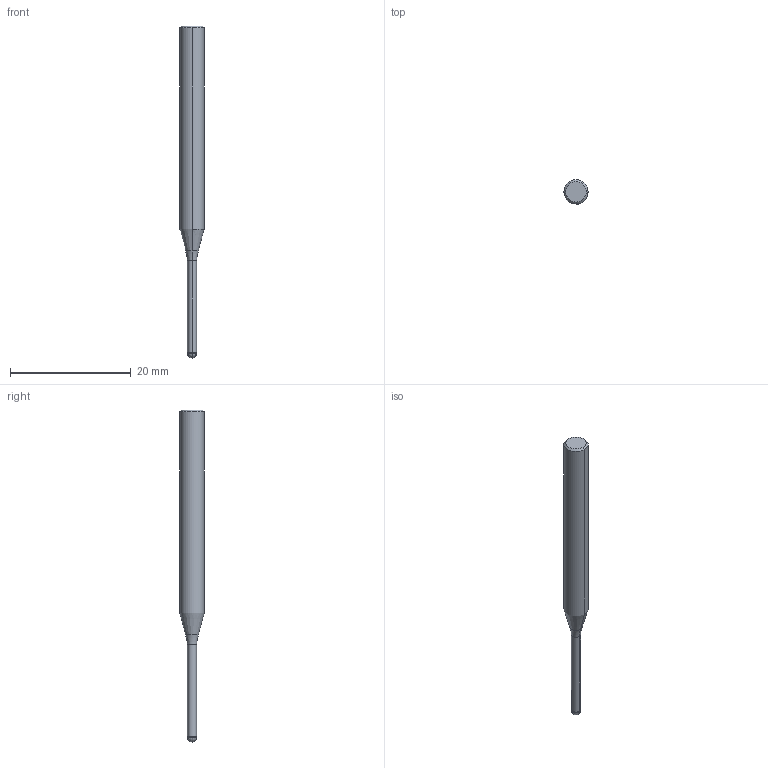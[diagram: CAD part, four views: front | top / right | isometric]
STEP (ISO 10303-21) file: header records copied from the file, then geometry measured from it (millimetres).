
FILE_DESCRIPTION(('no description'),'unknown implementation level');
FILE_NAME('3170214.stp',' ',('CIM GmbH Aachen'),('CADClick - KiM GmbH - www.kimweb.de'),'unknown preprocess','ACIS','unknown authorization');
FILE_SCHEMA(('automotive_design'));
Length unit declared in the file: millimetre
Products named in the file (2): 1; 2
Bounding box: 4 x 4 x 55 mm (x, y, z)
Volume: 481.8 mm3; surface area: 557.6 mm2
Topology: 2 solids, 2 shells, 18 faces, 37 edges, 20 vertices
Faces by surface type: cylinder 6, cone 4, plane 4, torus 2, sphere 2
Entity records: 922 total; most frequent: DIRECTION 102, CARTESIAN_POINT 76, STYLED_ITEM 73, PRESENTATION_STYLE_ASSIGNMENT 73, COLOUR_RGB 73, ORIENTED_EDGE 66, AXIS2_PLACEMENT_3D 46, EDGE_CURVE 33
